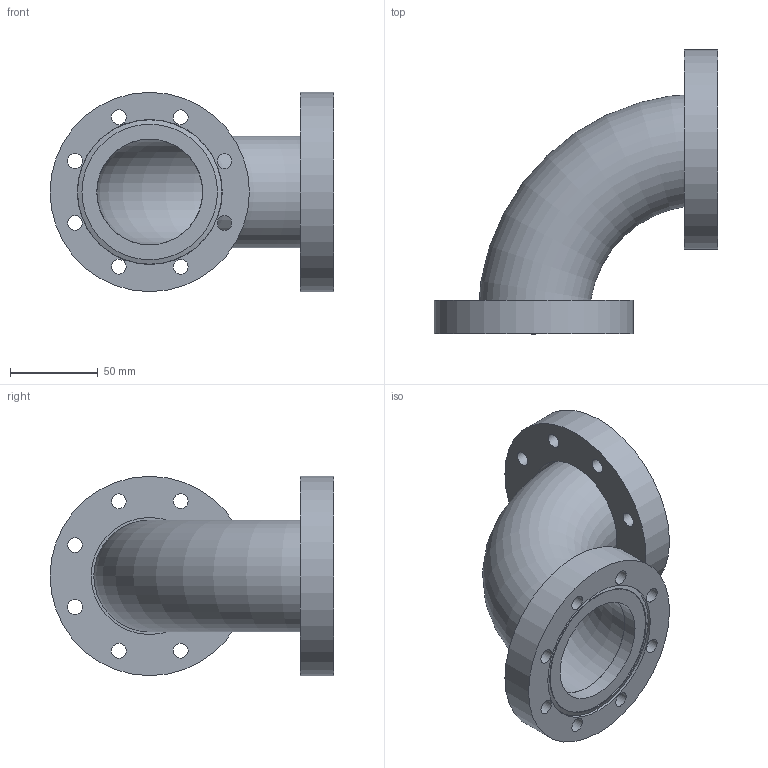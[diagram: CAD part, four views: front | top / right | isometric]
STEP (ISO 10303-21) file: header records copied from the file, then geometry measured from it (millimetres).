
FILE_DESCRIPTION((''),'2;1');
FILE_NAME('403004.stp','2008-05-16T15:28:31',('stelmach'),(''),'Autodesk Inventor 2008','Autodesk Inventor 2008','');
FILE_SCHEMA(('AUTOMOTIVE_DESIGN { 1 0 10303 214 1 1 1 1 }'));
Length unit declared in the file: inch
Products named in the file (5): 403004; 403004-001; 100021 (4.5 X 2.5 R); 100021 (4.5 X 2.5 INS); 100021 (4.5 X 2.5 REC)
Assembly tree (5 placements, depth 3):
  403004
    403004-001
    100021 (4.5 X 2.5 R)  x2
      100021 (4.5 X 2.5 INS)
      100021 (4.5 X 2.5 REC)
Bounding box: 161.67 x 161.67 x 113.54 mm (x, y, z)
Volume: 291215.2 mm3; surface area: 134875.2 mm2
Topology: 5 solids, 5 shells, 48 faces, 114 edges, 80 vertices
Faces by surface type: bspline 16, plane 14, cylinder 14, torus 2, cone 2
Full cylindrical faces by diameter (mm): 60.325 x2, 63.754 x2, 66.675 x2, 77.2 x2, 82.296 x2, 82.55 x2, 113.538 x2
Entity records: 908 total; most frequent: CARTESIAN_POINT 240, DIRECTION 124, ORIENTED_EDGE 68, EDGE_LOOP 68, AXIS2_PLACEMENT_3D 62, FACE_BOUND 42, VERTEX_POINT 34, CIRCLE 34
